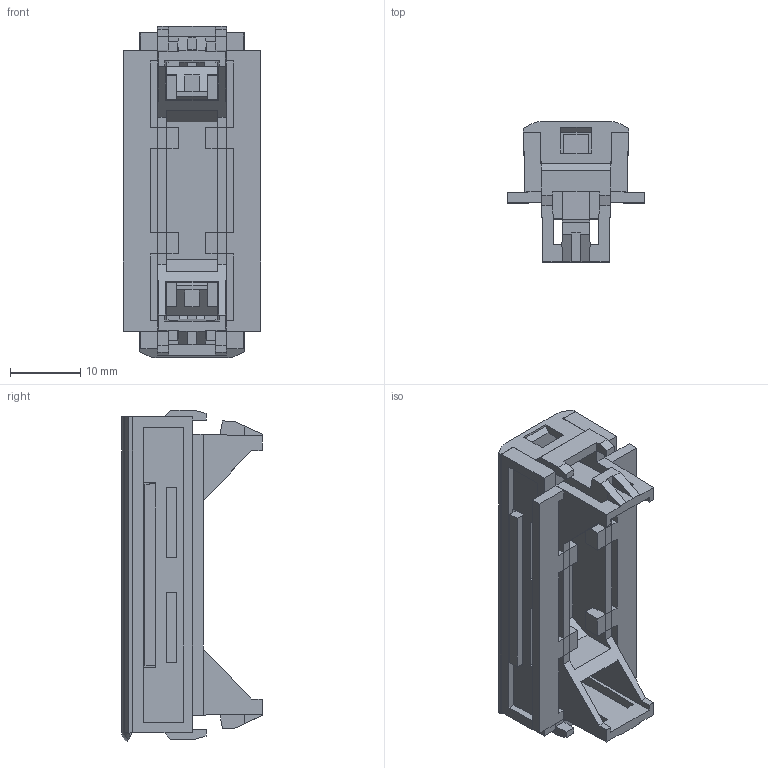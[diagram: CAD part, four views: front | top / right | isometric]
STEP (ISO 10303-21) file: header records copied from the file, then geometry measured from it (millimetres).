
FILE_DESCRIPTION (( 'STEP AP214' ), '1' );
FILE_NAME ('6113033.STEP', '2025-02-17T08:23:39', ( '' ), ( '' ), 'SwSTEP 2.0', 'SolidWorks 2024', '' );
FILE_SCHEMA (( 'AUTOMOTIVE_DESIGN' ));
Length unit declared in the file: millimetre
Products named in the file (4): 070074_Alu-OT - Alu-OT; 6113033; 070076_OT - OT; 070075_Standard
Assembly tree (4 placements, depth 2):
  6113033
    070076_OT - OT
    070074_Alu-OT - Alu-OT
    070075_Standard  x2
Bounding box: 19.62 x 20 x 47.26 mm (x, y, z)
Volume: 5192.7 mm3; surface area: 8845.8 mm2
Topology: 4 solids, 4 shells, 311 faces, 912 edges, 590 vertices
Faces by surface type: plane 301, cone 4, cylinder 4, torus 2
Entity records: 8636 total; most frequent: ORIENTED_EDGE 1538, CARTESIAN_POINT 1534, DIRECTION 1317, EDGE_CURVE 769, LINE 755, VECTOR 755, VERTEX_POINT 498, AXIS2_PLACEMENT_3D 281
